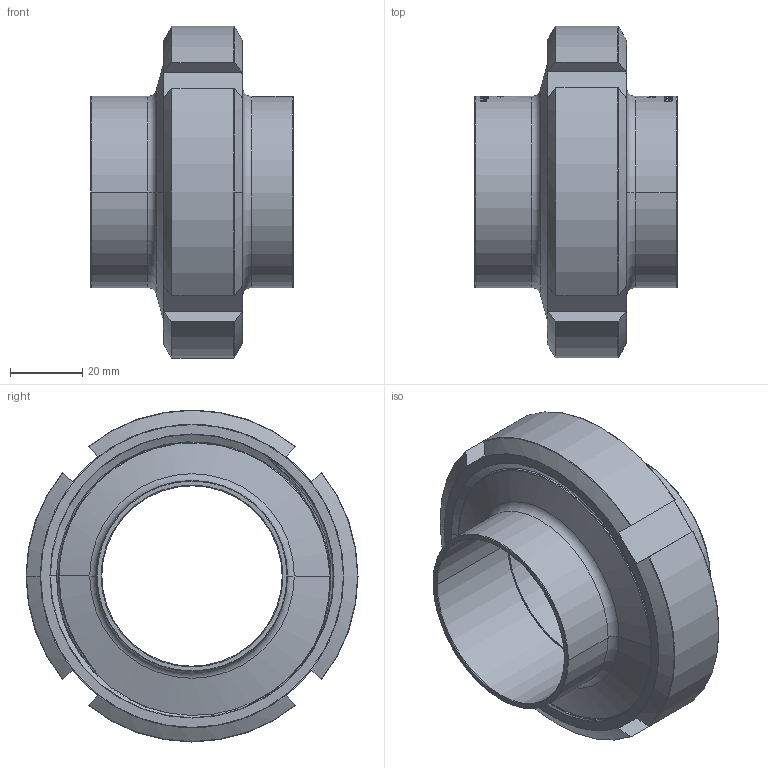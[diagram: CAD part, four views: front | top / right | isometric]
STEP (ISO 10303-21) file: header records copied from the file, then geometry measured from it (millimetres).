
FILE_DESCRIPTION (( 'STEP AP214' ), '1' );
FILE_NAME ('GL-212-050-x Verschraubung DIN11851 heco.STEP', '2017-08-28T08:33:37', ( '' ), ( '' ), 'SwSTEP 2.0', 'SolidWorks 2016', '' );
FILE_SCHEMA (( 'AUTOMOTIVE_DESIGN' ));
Length unit declared in the file: millimetre
Products named in the file (1): GL-212-050-x Verschraubung DIN11851 heco
Bounding box: 56 x 92 x 92 mm (x, y, z)
Volume: 100530.2 mm3; surface area: 55303.7 mm2
Topology: 4 solids, 4 shells, 701 faces, 1816 edges, 1188 vertices
Faces by surface type: bspline 298, plane 220, cylinder 85, torus 73, cone 25
Entity records: 60679 total; most frequent: CARTESIAN_POINT 38236, ORIENTED_EDGE 3632, DIRECTION 2025, EDGE_CURVE 1816, VERTEX_POINT 1188, B_SPLINE_CURVE_WITH_KNOTS 917, EDGE_LOOP 774, AXIS2_PLACEMENT_3D 754
